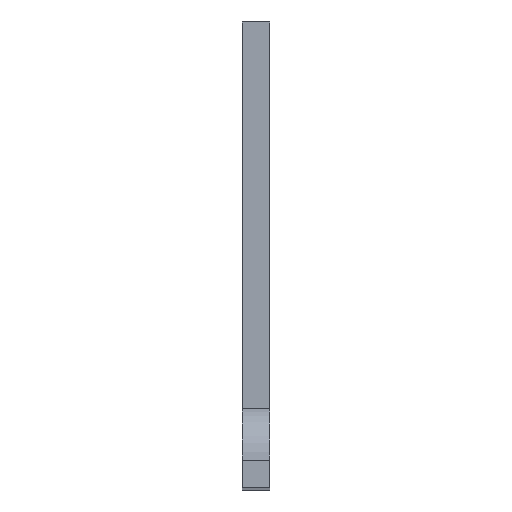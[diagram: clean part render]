
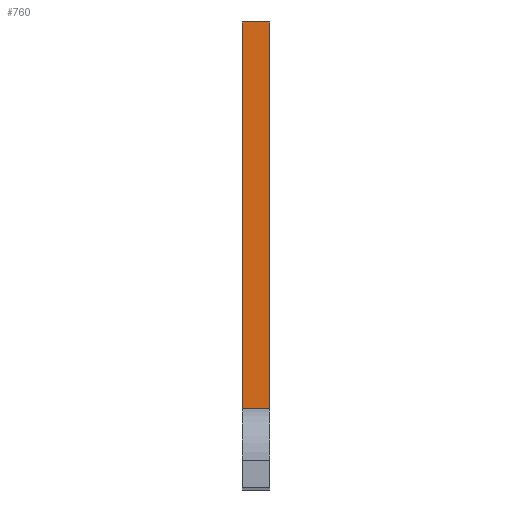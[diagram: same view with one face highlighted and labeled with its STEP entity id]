
A CAD part, top view. The second image highlights one B-rep face of the part: STEP entity #760.
In plain terms, the highlighted planar face has unit normal (0, 0.954, 0.301).
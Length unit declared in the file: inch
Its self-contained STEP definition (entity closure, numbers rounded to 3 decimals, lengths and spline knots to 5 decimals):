
#60 = DIRECTION ( 'NONE',  ( 0., -0.301, 0.954 ) ) ;
#77 = CARTESIAN_POINT ( 'NONE',  ( 0.125, 0.3588, 0. ) ) ;
#106 = CARTESIAN_POINT ( 'NONE',  ( 0., 2.125, -5.6 ) ) ;
#121 = VECTOR ( 'NONE', #2013, 39.37008 ) ;
#128 = EDGE_CURVE ( 'NONE', #940, #273, #1046, .T. ) ;
#141 = CARTESIAN_POINT ( 'NONE',  ( 0.125, 0.3588, 0. ) ) ;
#273 = VERTEX_POINT ( 'NONE', #1006 ) ;
#275 = FACE_OUTER_BOUND ( 'NONE', #2007, .T. ) ;
#318 = VECTOR ( 'NONE', #475, 39.37008 ) ;
#336 = CARTESIAN_POINT ( 'NONE',  ( 0., 0.3588, 0. ) ) ;
#358 = DIRECTION ( 'NONE',  ( 0., -0.954, -0.301 ) ) ;
#405 = VERTEX_POINT ( 'NONE', #1815 ) ;
#475 = DIRECTION ( 'NONE',  ( -1., 0., 0. ) ) ;
#522 = LINE ( 'NONE', #77, #1992 ) ;
#557 = EDGE_CURVE ( 'NONE', #405, #940, #1966, .T. ) ;
#640 = ORIENTED_EDGE ( 'NONE', *, *, #557, .T. ) ;
#686 = AXIS2_PLACEMENT_3D ( 'NONE', #1931, #358, #1935 ) ;
#760 = ADVANCED_FACE ( 'NONE', ( #275 ), #1308, .F. ) ;
#805 = DIRECTION ( 'NONE',  ( 0., -0.301, 0.954 ) ) ;
#828 = EDGE_CURVE ( 'NONE', #405, #1284, #522, .T. ) ;
#912 = ORIENTED_EDGE ( 'NONE', *, *, #128, .T. ) ;
#940 = VERTEX_POINT ( 'NONE', #106 ) ;
#1005 = CARTESIAN_POINT ( 'NONE',  ( 0.125, 0.3588, 0. ) ) ;
#1006 = CARTESIAN_POINT ( 'NONE',  ( 0., 0.3588, 0. ) ) ;
#1046 = LINE ( 'NONE', #336, #1679 ) ;
#1097 = EDGE_CURVE ( 'NONE', #1284, #273, #1365, .T. ) ;
#1215 = ORIENTED_EDGE ( 'NONE', *, *, #828, .F. ) ;
#1284 = VERTEX_POINT ( 'NONE', #1005 ) ;
#1308 = PLANE ( 'NONE',  #686 ) ;
#1365 = LINE ( 'NONE', #141, #318 ) ;
#1679 = VECTOR ( 'NONE', #805, 39.37008 ) ;
#1815 = CARTESIAN_POINT ( 'NONE',  ( 0.125, 2.125, -5.6 ) ) ;
#1843 = ORIENTED_EDGE ( 'NONE', *, *, #1097, .F. ) ;
#1857 = CARTESIAN_POINT ( 'NONE',  ( 0.125, 2.125, -5.6 ) ) ;
#1931 = CARTESIAN_POINT ( 'NONE',  ( 0.125, 0.3588, 0. ) ) ;
#1935 = DIRECTION ( 'NONE',  ( 0., 0.301, -0.954 ) ) ;
#1966 = LINE ( 'NONE', #1857, #121 ) ;
#1992 = VECTOR ( 'NONE', #60, 39.37008 ) ;
#2007 = EDGE_LOOP ( 'NONE', ( #912, #1843, #1215, #640 ) ) ;
#2013 = DIRECTION ( 'NONE',  ( -1., 0., 0. ) ) ;
